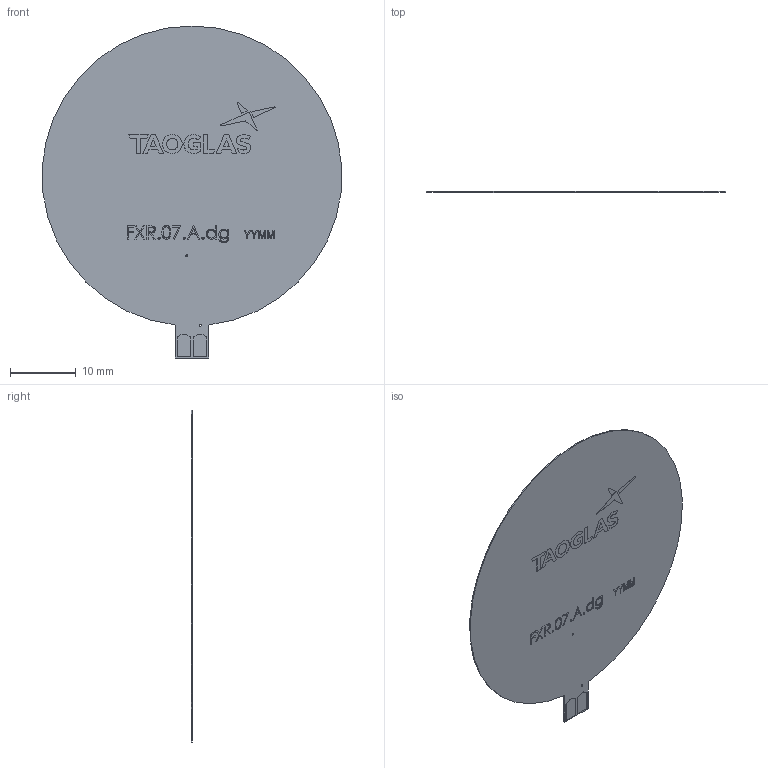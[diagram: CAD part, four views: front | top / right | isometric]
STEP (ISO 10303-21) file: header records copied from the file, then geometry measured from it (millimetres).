
FILE_DESCRIPTION (( 'STEP AP214' ), '1' );
FILE_NAME ('FXR.07.A.dg_web.STEP', '2020-05-14T05:49:30', ( '' ), ( '' ), 'SwSTEP 2.0', 'SolidWorks 2017', '' );
FILE_SCHEMA (( 'AUTOMOTIVE_DESIGN' ));
Length unit declared in the file: millimetre
Products named in the file (2): FXR.07.A.dg_web
Bounding box: 45.43 x 0.21 x 50.36 mm (x, y, z)
Volume: 265.2 mm3; surface area: 3330.1 mm2
Topology: 1 solids, 1 shells, 348 faces, 933 edges, 622 vertices
Faces by surface type: plane 226, bspline 116, cylinder 6
Entity records: 17646 total; most frequent: CARTESIAN_POINT 5829, ORIENTED_EDGE 1866, DIRECTION 1181, EDGE_CURVE 933, VECTOR 689, LINE 689, VERTEX_POINT 622, EDGE_LOOP 387
